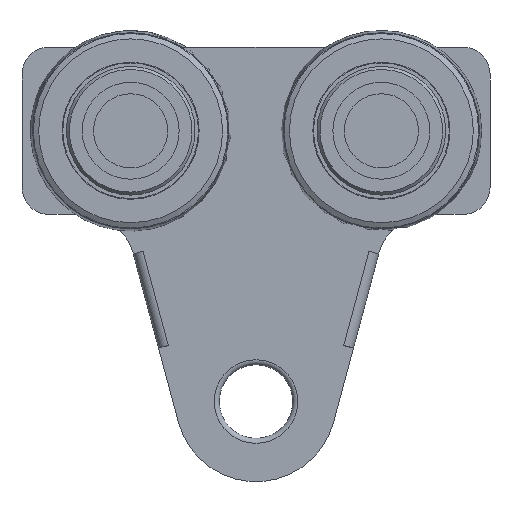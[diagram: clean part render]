
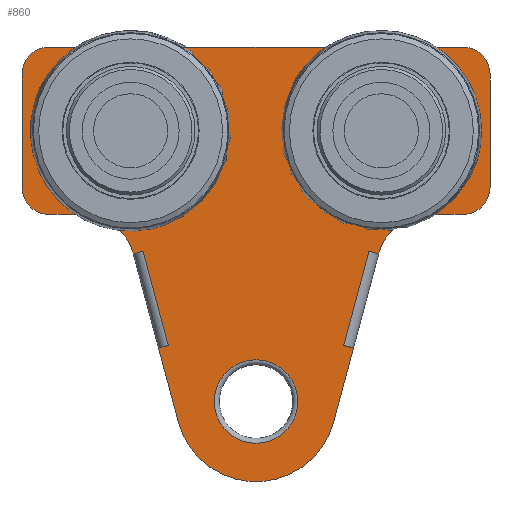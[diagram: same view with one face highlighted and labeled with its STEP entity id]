
A CAD part, front view. The second image highlights one B-rep face of the part: STEP entity #860.
In plain terms, the highlighted face is planar.
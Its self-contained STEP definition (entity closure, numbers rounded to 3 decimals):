
#860=ADVANCED_FACE('',(#1598,#1599,#1600,#1601),#1602,.F.);
#1598=FACE_OUTER_BOUND('',#2238,.T.);
#1599=FACE_BOUND('',#2239,.T.);
#1600=FACE_BOUND('',#2240,.T.);
#1601=FACE_BOUND('',#2241,.T.);
#1602=PLANE('',#2242);
#2238=EDGE_LOOP('',(#3293,#3294,#3295,#3296,#3297,#3298,#3299,#3300,#3301,#3302,#3303,#3304,#3305,#3306,#3307,#3308,#3309,#3310,#3311,#3312));
#2239=EDGE_LOOP('',(#3313));
#2240=EDGE_LOOP('',(#3314));
#2241=EDGE_LOOP('',(#3315));
#2242=AXIS2_PLACEMENT_3D('',#3316,#3317,#3318);
#3293=ORIENTED_EDGE('',*,*,#3603,.F.);
#3294=ORIENTED_EDGE('',*,*,#3689,.F.);
#3295=ORIENTED_EDGE('',*,*,#3592,.F.);
#3296=ORIENTED_EDGE('',*,*,#3565,.F.);
#3297=ORIENTED_EDGE('',*,*,#3479,.F.);
#3298=ORIENTED_EDGE('',*,*,#3662,.F.);
#3299=ORIENTED_EDGE('',*,*,#3400,.F.);
#3300=ORIENTED_EDGE('',*,*,#3505,.F.);
#3301=ORIENTED_EDGE('',*,*,#3435,.F.);
#3302=ORIENTED_EDGE('',*,*,#3607,.F.);
#3303=ORIENTED_EDGE('',*,*,#3626,.F.);
#3304=ORIENTED_EDGE('',*,*,#3464,.F.);
#3305=ORIENTED_EDGE('',*,*,#3456,.F.);
#3306=ORIENTED_EDGE('',*,*,#3576,.F.);
#3307=ORIENTED_EDGE('',*,*,#3684,.F.);
#3308=ORIENTED_EDGE('',*,*,#3512,.F.);
#3309=ORIENTED_EDGE('',*,*,#3441,.F.);
#3310=ORIENTED_EDGE('',*,*,#3612,.F.);
#3311=ORIENTED_EDGE('',*,*,#3427,.F.);
#3312=ORIENTED_EDGE('',*,*,#3346,.F.);
#3313=ORIENTED_EDGE('',*,*,#3460,.F.);
#3314=ORIENTED_EDGE('',*,*,#3550,.F.);
#3315=ORIENTED_EDGE('',*,*,#3638,.F.);
#3316=CARTESIAN_POINT('',(-950.65,2110.725,6712.428));
#3317=DIRECTION('',(0.,-1.,0.));
#3318=DIRECTION('',(0.,0.,-1.));
#3346=EDGE_CURVE('',#3736,#3734,#3738,.T.);
#3400=EDGE_CURVE('',#3832,#3834,#3835,.T.);
#3427=EDGE_CURVE('',#3734,#3877,#3878,.T.);
#3435=EDGE_CURVE('',#3886,#3888,#3889,.T.);
#3441=EDGE_CURVE('',#3896,#3897,#3898,.T.);
#3456=EDGE_CURVE('',#3920,#3921,#3922,.T.);
#3460=EDGE_CURVE('',#3926,#3926,#3927,.T.);
#3464=EDGE_CURVE('',#3921,#3932,#3933,.T.);
#3479=EDGE_CURVE('',#3954,#3956,#3957,.T.);
#3505=EDGE_CURVE('',#3888,#3832,#3996,.T.);
#3512=EDGE_CURVE('',#3897,#4005,#4006,.T.);
#3550=EDGE_CURVE('',#4063,#4063,#4064,.T.);
#3565=EDGE_CURVE('',#3956,#4086,#4087,.T.);
#3576=EDGE_CURVE('',#4101,#3920,#4102,.T.);
#3592=EDGE_CURVE('',#4086,#4124,#4125,.T.);
#3603=EDGE_CURVE('',#4139,#3736,#4140,.T.);
#3607=EDGE_CURVE('',#4144,#3886,#4145,.T.);
#3612=EDGE_CURVE('',#3877,#3896,#4151,.T.);
#3626=EDGE_CURVE('',#3932,#4144,#4169,.T.);
#3638=EDGE_CURVE('',#4184,#4184,#4185,.T.);
#3662=EDGE_CURVE('',#3834,#3954,#4217,.T.);
#3684=EDGE_CURVE('',#4005,#4101,#4243,.T.);
#3689=EDGE_CURVE('',#4124,#4139,#4248,.T.);
#3734=VERTEX_POINT('',#4293);
#3736=VERTEX_POINT('',#4296);
#3738=LINE('',#4298,#4299);
#3832=VERTEX_POINT('',#4599);
#3834=VERTEX_POINT('',#4601);
#3835=LINE('',#4602,#4603);
#3877=VERTEX_POINT('',#4645);
#3878=CIRCLE('',#4646,16.);
#3886=VERTEX_POINT('',#4659);
#3888=VERTEX_POINT('',#4662);
#3889=CIRCLE('',#4663,16.);
#3896=VERTEX_POINT('',#4671);
#3897=VERTEX_POINT('',#4672);
#3898=CIRCLE('',#4673,8.);
#3920=VERTEX_POINT('',#4697);
#3921=VERTEX_POINT('',#4698);
#3922=CIRCLE('',#4699,8.);
#3926=VERTEX_POINT('',#4705);
#3927=CIRCLE('',#4706,8.6);
#3932=VERTEX_POINT('',#4711);
#3933=LINE('',#4712,#4713);
#3954=VERTEX_POINT('',#4736);
#3956=VERTEX_POINT('',#4739);
#3957=LINE('',#4740,#4741);
#3996=LINE('',#4782,#4783);
#4005=VERTEX_POINT('',#4792);
#4006=LINE('',#4793,#4794);
#4063=VERTEX_POINT('',#4852);
#4064=CIRCLE('',#4853,8.6);
#4086=VERTEX_POINT('',#4875);
#4087=CIRCLE('',#4876,24.);
#4101=VERTEX_POINT('',#4891);
#4102=LINE('',#4892,#4893);
#4124=VERTEX_POINT('',#4916);
#4125=LINE('',#4917,#4918);
#4139=VERTEX_POINT('',#4935);
#4140=LINE('',#4936,#4937);
#4144=VERTEX_POINT('',#4941);
#4145=LINE('',#4942,#4943);
#4151=LINE('',#4950,#4951);
#4169=CIRCLE('',#4969,8.);
#4184=VERTEX_POINT('',#4984);
#4185=CIRCLE('',#4985,12.5);
#4217=LINE('',#5017,#5018);
#4243=CIRCLE('',#5044,8.);
#4248=LINE('',#5049,#5050);
#4293=CARTESIAN_POINT('',(-914.213,2110.725,6701.52));
#4296=CARTESIAN_POINT('',(-917.11,2110.725,6702.296));
#4298=CARTESIAN_POINT('',(-917.11,2110.725,6702.296));
#4299=VECTOR('',#5104,1.);
#4599=CARTESIAN_POINT('',(-984.663,2110.725,6702.296));
#4601=CARTESIAN_POINT('',(-977.123,2110.725,6674.155));
#4602=CARTESIAN_POINT('',(-984.663,2110.725,6702.296));
#4603=VECTOR('',#5195,1.);
#4645=CARTESIAN_POINT('',(-898.758,2110.725,6713.379));
#4646=AXIS2_PLACEMENT_3D('',#5244,#5245,#5246);
#4659=CARTESIAN_POINT('',(-1003.016,2110.725,6713.379));
#4662=CARTESIAN_POINT('',(-987.561,2110.725,6701.52));
#4663=AXIS2_PLACEMENT_3D('',#5253,#5254,#5255);
#4671=CARTESIAN_POINT('',(-888.887,2110.725,6713.379));
#4672=CARTESIAN_POINT('',(-880.887,2110.725,6721.379));
#4673=AXIS2_PLACEMENT_3D('',#5260,#5261,#5262);
#4697=CARTESIAN_POINT('',(-1012.887,2110.725,6763.379));
#4698=CARTESIAN_POINT('',(-1020.887,2110.725,6755.379));
#4699=AXIS2_PLACEMENT_3D('',#5286,#5287,#5288);
#4705=CARTESIAN_POINT('',(-988.387,2110.725,6729.779));
#4706=AXIS2_PLACEMENT_3D('',#5291,#5292,#5293);
#4711=CARTESIAN_POINT('',(-1020.887,2110.725,6721.379));
#4712=CARTESIAN_POINT('',(-1020.887,2110.725,6721.379));
#4713=VECTOR('',#5297,1.);
#4736=CARTESIAN_POINT('',(-980.021,2110.725,6673.379));
#4739=CARTESIAN_POINT('',(-974.069,2110.725,6651.167));
#4740=CARTESIAN_POINT('',(-974.069,2110.725,6651.167));
#4741=VECTOR('',#5319,1.);
#4782=CARTESIAN_POINT('',(-987.561,2110.725,6701.52));
#4783=VECTOR('',#5361,1.);
#4792=CARTESIAN_POINT('',(-880.887,2110.725,6755.379));
#4793=CARTESIAN_POINT('',(-880.887,2110.725,6755.379));
#4794=VECTOR('',#5368,1.);
#4852=CARTESIAN_POINT('',(-913.387,2110.725,6729.779));
#4853=AXIS2_PLACEMENT_3D('',#5433,#5434,#5435);
#4875=CARTESIAN_POINT('',(-927.705,2110.725,6651.167));
#4876=AXIS2_PLACEMENT_3D('',#5457,#5458,#5459);
#4891=CARTESIAN_POINT('',(-888.887,2110.725,6763.379));
#4892=CARTESIAN_POINT('',(-1012.887,2110.725,6763.379));
#4893=VECTOR('',#5470,1.);
#4916=CARTESIAN_POINT('',(-921.753,2110.725,6673.379));
#4917=CARTESIAN_POINT('',(-914.213,2110.725,6701.52));
#4918=VECTOR('',#5490,1.);
#4935=CARTESIAN_POINT('',(-924.651,2110.725,6674.155));
#4936=CARTESIAN_POINT('',(-924.651,2110.725,6674.155));
#4937=VECTOR('',#5500,1.);
#4941=CARTESIAN_POINT('',(-1012.887,2110.725,6713.379));
#4942=CARTESIAN_POINT('',(-1003.016,2110.725,6713.379));
#4943=VECTOR('',#5504,1.);
#4950=CARTESIAN_POINT('',(-888.887,2110.725,6713.379));
#4951=VECTOR('',#5509,1.);
#4969=AXIS2_PLACEMENT_3D('',#5522,#5523,#5524);
#4984=CARTESIAN_POINT('',(-950.887,2110.725,6644.879));
#4985=AXIS2_PLACEMENT_3D('',#5534,#5535,#5536);
#5017=CARTESIAN_POINT('',(-977.123,2110.725,6674.155));
#5018=VECTOR('',#5561,1.);
#5044=AXIS2_PLACEMENT_3D('',#5574,#5575,#5576);
#5049=CARTESIAN_POINT('',(-921.753,2110.725,6673.379));
#5050=VECTOR('',#5577,1.);
#5104=DIRECTION('',(0.966,0.,-0.259));
#5195=DIRECTION('',(0.259,0.,-0.966));
#5244=CARTESIAN_POINT('',(-898.758,2110.725,6697.379));
#5245=DIRECTION('',(0.,1.,0.));
#5246=DIRECTION('',(0.,0.,-1.));
#5253=CARTESIAN_POINT('',(-1003.016,2110.725,6697.379));
#5254=DIRECTION('',(0.,1.,0.));
#5255=DIRECTION('',(0.,0.,-1.));
#5260=CARTESIAN_POINT('',(-888.887,2110.725,6721.379));
#5261=DIRECTION('',(0.,-1.,0.));
#5262=DIRECTION('',(0.,0.,-1.));
#5286=CARTESIAN_POINT('',(-1012.887,2110.725,6755.379));
#5287=DIRECTION('',(0.,-1.,0.));
#5288=DIRECTION('',(0.,0.,-1.));
#5291=CARTESIAN_POINT('',(-988.387,2110.725,6738.379));
#5292=DIRECTION('',(0.,1.,0.));
#5293=DIRECTION('',(0.,0.,-1.));
#5297=DIRECTION('',(0.,0.,-1.));
#5319=DIRECTION('',(0.259,0.,-0.966));
#5361=DIRECTION('',(0.966,0.,0.259));
#5368=DIRECTION('',(0.,0.,1.));
#5433=CARTESIAN_POINT('',(-913.387,2110.725,6738.379));
#5434=DIRECTION('',(0.,1.,0.));
#5435=DIRECTION('',(0.,0.,-1.));
#5457=CARTESIAN_POINT('',(-950.887,2110.725,6657.379));
#5458=DIRECTION('',(0.,-1.,0.));
#5459=DIRECTION('',(0.,0.,-1.));
#5470=DIRECTION('',(-1.,0.,0.));
#5490=DIRECTION('',(0.259,0.,0.966));
#5500=DIRECTION('',(0.259,0.,0.966));
#5504=DIRECTION('',(1.,0.,0.));
#5509=DIRECTION('',(1.,0.,0.));
#5522=CARTESIAN_POINT('',(-1012.887,2110.725,6721.379));
#5523=DIRECTION('',(0.,-1.,0.));
#5524=DIRECTION('',(0.,0.,-1.));
#5534=CARTESIAN_POINT('',(-950.887,2110.725,6657.379));
#5535=DIRECTION('',(0.,1.,0.));
#5536=DIRECTION('',(0.,0.,-1.));
#5561=DIRECTION('',(-0.966,0.,-0.259));
#5574=CARTESIAN_POINT('',(-888.887,2110.725,6755.379));
#5575=DIRECTION('',(0.,-1.,0.));
#5576=DIRECTION('',(0.,0.,-1.));
#5577=DIRECTION('',(-0.966,0.,0.259));
